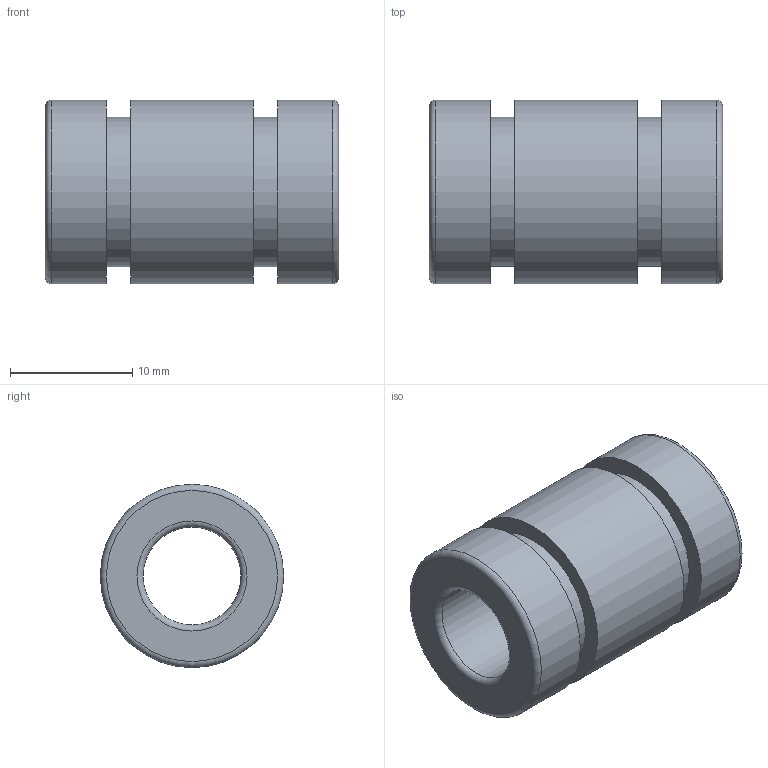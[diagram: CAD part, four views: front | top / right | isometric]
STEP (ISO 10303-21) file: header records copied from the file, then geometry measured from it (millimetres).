
FILE_DESCRIPTION( ( 'STEP AP214' ), '1' );
FILE_NAME( 'FMT-08.stp', '2009-11-09T10:01:26', ( ' ' ), ( ' ' ), 'XStep 1.0', ' ', ' ' );
FILE_SCHEMA( ( 'CONFIG_CONTROL_DESIGN) ( )' ) );
Length unit declared in the file: metre
Products named in the file (1): 1
Bounding box: 24 x 15 x 15 mm (x, y, z)
Volume: 2787.8 mm3; surface area: 2160.1 mm2
Topology: 1 solids, 1 shells, 16 faces, 28 edges, 18 vertices
Faces by surface type: cylinder 6, plane 6, torus 4
Full cylindrical faces by diameter (mm): 8 x1, 12.2 x2, 15 x3
Entity records: 472 total; most frequent: DIRECTION 66, CARTESIAN_POINT 49, AXIS2_PLACEMENT_3D 33, EDGE_LOOP 32, ORIENTED_EDGE 32, FACE_OUTER_BOUND 26, STYLED_ITEM 16, PRESENTATION_STYLE_ASSIGNMENT 16
